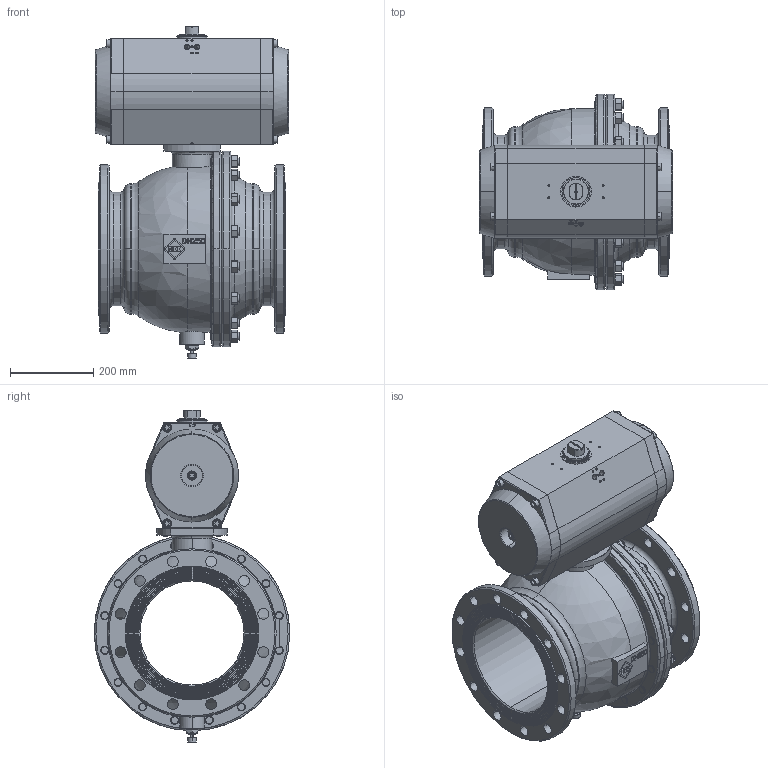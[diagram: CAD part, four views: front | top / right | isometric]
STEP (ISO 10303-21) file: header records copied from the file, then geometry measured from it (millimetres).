
FILE_DESCRIPTION(('STEP AP214'),'1');
FILE_NAME('valve_akp_168e-250-16-gtd210.stp','2020-06-02T07:16:18',('TraceParts'),('TraceParts S.A.'),'Spatial InterOp 3D',' ',' ');
FILE_SCHEMA(('AUTOMOTIVE_DESIGN { 1 0 10303 214 1 1 1 1 }'));
Length unit declared in the file: millimetre
Products named in the file (1): valve_akp_168e-250-16-gtd210_1
Bounding box: 464 x 470 x 798.08 mm (x, y, z)
Volume: 10483 mm3; surface area: 2366143.3 mm2
Topology: 1 solids, 1977 shells, 2694 faces, 10556 edges, 9299 vertices
Faces by surface type: plane 949, cone 856, cylinder 603, torus 278, bspline 6, sphere 2
Entity records: 174095 total; most frequent: CARTESIAN_POINT 39736, DIRECTION 22536, ORIENTED_EDGE 11788, EDGE_CURVE 10512, AXIS2_PLACEMENT_3D 9309, VERTEX_POINT 9299, STYLED_ITEM 4671, PRESENTATION_STYLE_ASSIGNMENT 4671
